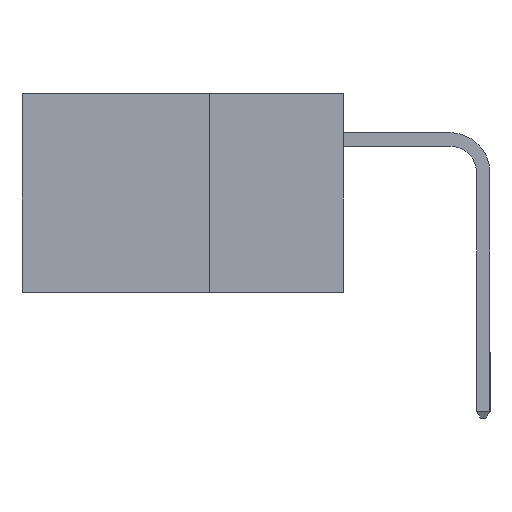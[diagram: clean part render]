
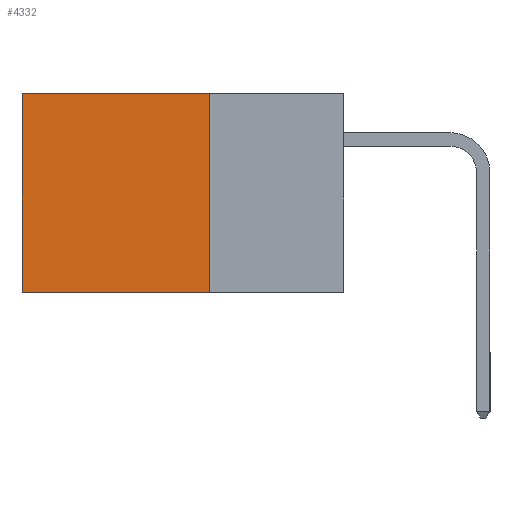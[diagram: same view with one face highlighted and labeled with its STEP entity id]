
A CAD part, left-side view. The second image highlights one B-rep face of the part: STEP entity #4332.
In plain terms, the highlighted planar face has unit normal (-1, 0, 0).
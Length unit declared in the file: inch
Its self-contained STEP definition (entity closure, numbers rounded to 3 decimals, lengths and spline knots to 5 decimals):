
#714 = CARTESIAN_POINT ( 'NONE',  ( 0.298, 0.25, 0. ) ) ;
#785 = ORIENTED_EDGE ( 'NONE', *, *, #1963, .F. ) ;
#1963 = EDGE_CURVE ( 'NONE', #22836, #16444, #21736, .T. ) ;
#2091 = CARTESIAN_POINT ( 'NONE',  ( 0.298, 0.6, 0. ) ) ;
#2741 = LINE ( 'NONE', #14700, #12563 ) ;
#3223 = VERTEX_POINT ( 'NONE', #2091 ) ;
#4332 = ADVANCED_FACE ( 'NONE', ( #16345 ), #19472, .F. ) ;
#5033 = DIRECTION ( 'NONE',  ( 0., 0., -1. ) ) ;
#5533 = DIRECTION ( 'NONE',  ( 0., 0., -1. ) ) ;
#6505 = CARTESIAN_POINT ( 'NONE',  ( 0.298, 0.6, -0.37 ) ) ;
#6605 = EDGE_CURVE ( 'NONE', #22836, #3223, #27836, .T. ) ;
#7065 = CARTESIAN_POINT ( 'NONE',  ( 0.298, 0.25, 0. ) ) ;
#7180 = ORIENTED_EDGE ( 'NONE', *, *, #6605, .T. ) ;
#7411 = AXIS2_PLACEMENT_3D ( 'NONE', #7065, #10605, #5033 ) ;
#9146 = EDGE_LOOP ( 'NONE', ( #11422, #9749, #785, #7180 ) ) ;
#9174 = VERTEX_POINT ( 'NONE', #6505 ) ;
#9749 = ORIENTED_EDGE ( 'NONE', *, *, #12827, .F. ) ;
#10605 = DIRECTION ( 'NONE',  ( 1., 0., 0. ) ) ;
#11353 = CARTESIAN_POINT ( 'NONE',  ( 0.298, 0.25, 0. ) ) ;
#11422 = ORIENTED_EDGE ( 'NONE', *, *, #19081, .T. ) ;
#12563 = VECTOR ( 'NONE', #19623, 39.37008 ) ;
#12690 = DIRECTION ( 'NONE',  ( 0., 1., 0. ) ) ;
#12827 = EDGE_CURVE ( 'NONE', #16444, #9174, #2741, .T. ) ;
#14700 = CARTESIAN_POINT ( 'NONE',  ( 0.298, 0.25, -0.37 ) ) ;
#15317 = CARTESIAN_POINT ( 'NONE',  ( 0.298, 0.25, 0. ) ) ;
#16345 = FACE_OUTER_BOUND ( 'NONE', #9146, .T. ) ;
#16444 = VERTEX_POINT ( 'NONE', #17456 ) ;
#17456 = CARTESIAN_POINT ( 'NONE',  ( 0.298, 0.25, -0.37 ) ) ;
#19081 = EDGE_CURVE ( 'NONE', #3223, #9174, #20323, .T. ) ;
#19472 = PLANE ( 'NONE',  #7411 ) ;
#19623 = DIRECTION ( 'NONE',  ( 0., 1., 0. ) ) ;
#20323 = LINE ( 'NONE', #27415, #29048 ) ;
#21736 = LINE ( 'NONE', #714, #29686 ) ;
#22557 = VECTOR ( 'NONE', #12690, 39.37008 ) ;
#22836 = VERTEX_POINT ( 'NONE', #11353 ) ;
#27322 = DIRECTION ( 'NONE',  ( 0., 0., -1. ) ) ;
#27415 = CARTESIAN_POINT ( 'NONE',  ( 0.298, 0.6, 0. ) ) ;
#27836 = LINE ( 'NONE', #15317, #22557 ) ;
#29048 = VECTOR ( 'NONE', #27322, 39.37008 ) ;
#29686 = VECTOR ( 'NONE', #5533, 39.37008 ) ;
